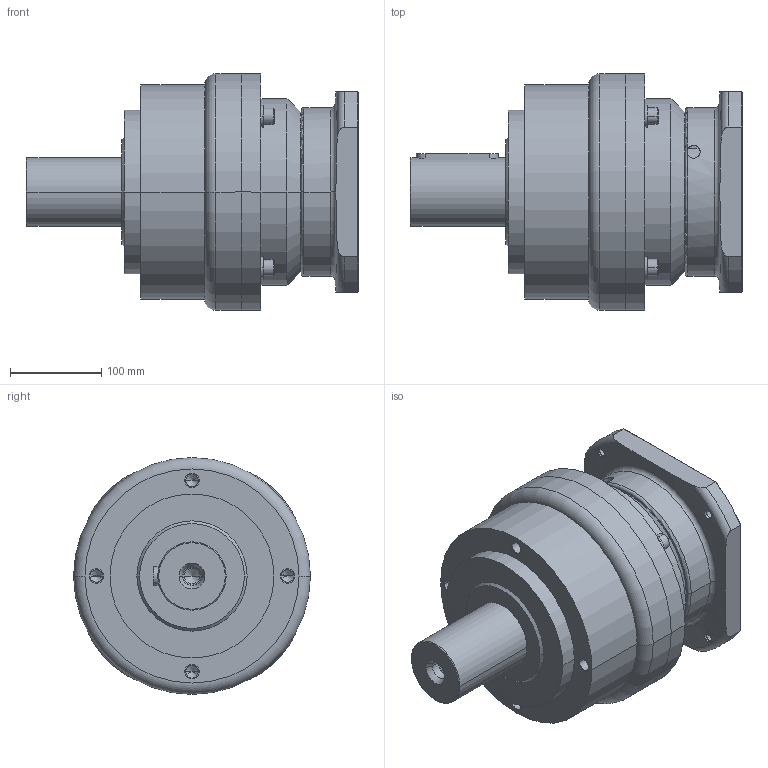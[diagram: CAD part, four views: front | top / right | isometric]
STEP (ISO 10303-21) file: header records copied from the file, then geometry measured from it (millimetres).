
FILE_DESCRIPTION((''),'2;1');
FILE_NAME('AE2351-P0403700201_ASM','2008-09-11T',('d00080'),(''),'PRO/ENGINEER BY PARAMETRIC TECHNOLOGY CORPORATION, 2006170','PRO/ENGINEER BY PARAMETRIC TECHNOLOGY CORPORATION, 2006170','');
FILE_SCHEMA(('CONFIG_CONTROL_DESIGN'));
Length unit declared in the file: millimetre
Products named in the file (7): AE235-1; P1302700001; 233100008; 220101005; COVER-SET-7_ASM; P0403700201; AE2351-P0403700201_ASM
Assembly tree (12 placements, depth 3):
  AE2351-P0403700201_ASM
    AE235-1
    COVER-SET-7_ASM
      P1302700001
      233100008  x4
      220101005  x4
    P0403700201
Bounding box: 364.5 x 260 x 260 mm (x, y, z)
Volume: 9641348.4 mm3; surface area: 616865.4 mm2
Topology: 11 solids, 20 shells, 453 faces, 1067 edges, 665 vertices
Faces by surface type: cylinder 195, plane 142, cone 66, torus 48, bspline 2
Entity records: 11080 total; most frequent: CARTESIAN_POINT 2589, DIRECTION 1902, ORIENTED_EDGE 1610, EDGE_CURVE 823, AXIS2_PLACEMENT_3D 787, VERTEX_POINT 527, CIRCLE 418, EDGE_LOOP 414
